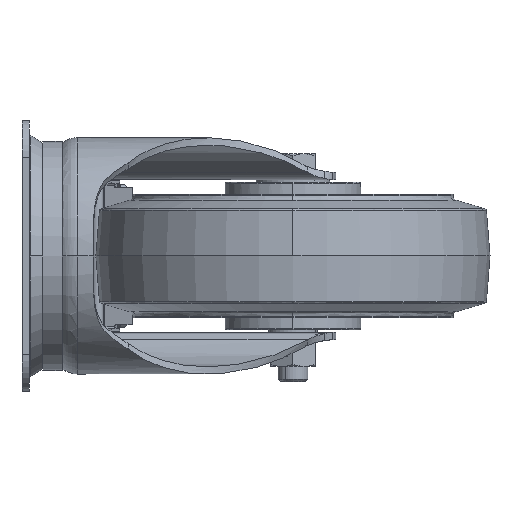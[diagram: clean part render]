
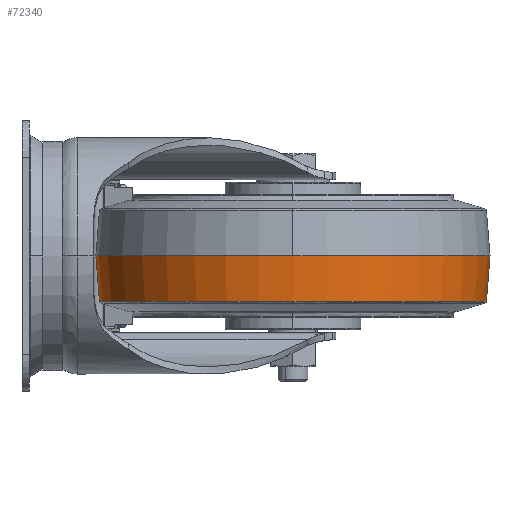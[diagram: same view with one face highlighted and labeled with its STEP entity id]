
A CAD part, left-side view. The second image highlights one B-rep face of the part: STEP entity #72340.
In plain terms, the highlighted conical face has half-angle 4.514 degrees and reference radius 80 mm.
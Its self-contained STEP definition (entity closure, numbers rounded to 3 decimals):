
#114 = EDGE_CURVE ( 'NONE', #21847, #56335, #26384, .T. ) ;
#9698 = VERTEX_POINT ( 'NONE', #80716 ) ;
#11746 = DIRECTION ( 'NONE',  ( -1., 0., 0. ) ) ;
#12067 = ORIENTED_EDGE ( 'NONE', *, *, #22346, .T. ) ;
#12103 = EDGE_CURVE ( 'NONE', #56335, #9698, #39883, .T. ) ;
#16686 = CARTESIAN_POINT ( 'NONE',  ( 54., -110., 79.899 ) ) ;
#18667 = VECTOR ( 'NONE', #60216, 1000. ) ;
#19583 = DIRECTION ( 'NONE',  ( -1., 0., 0. ) ) ;
#21291 = CIRCLE ( 'NONE', #29986, 78.554 ) ;
#21847 = VERTEX_POINT ( 'NONE', #64454 ) ;
#22346 = EDGE_CURVE ( 'NONE', #43973, #9698, #70028, .T. ) ;
#22937 = VERTEX_POINT ( 'NONE', #76564 ) ;
#26264 = CARTESIAN_POINT ( 'NONE',  ( -26., -110., 98.214 ) ) ;
#26384 = CIRCLE ( 'NONE', #64172, 78.554 ) ;
#26516 = LINE ( 'NONE', #39243, #18667 ) ;
#29986 = AXIS2_PLACEMENT_3D ( 'NONE', #43918, #78657, #85026 ) ;
#32499 = ORIENTED_EDGE ( 'NONE', *, *, #53285, .T. ) ;
#37256 = CARTESIAN_POINT ( 'NONE',  ( 54., -31.446, 79.899 ) ) ;
#37727 = EDGE_CURVE ( 'NONE', #53822, #21847, #21291, .T. ) ;
#39243 = CARTESIAN_POINT ( 'NONE',  ( 54., -190., 98.214 ) ) ;
#39883 = LINE ( 'NONE', #67694, #72263 ) ;
#40044 = CARTESIAN_POINT ( 'NONE',  ( 54., -110., 98.214 ) ) ;
#43918 = CARTESIAN_POINT ( 'NONE',  ( 54., -110., 79.899 ) ) ;
#43973 = VERTEX_POINT ( 'NONE', #26264 ) ;
#44392 = DIRECTION ( 'NONE',  ( 0., 0., -1. ) ) ;
#50318 = ORIENTED_EDGE ( 'NONE', *, *, #67163, .T. ) ;
#52096 = DIRECTION ( 'NONE',  ( 0., 0., 1. ) ) ;
#52542 = CARTESIAN_POINT ( 'NONE',  ( 54., -110., 98.214 ) ) ;
#53283 = DIRECTION ( 'NONE',  ( 0., 0., -1. ) ) ;
#53285 = EDGE_CURVE ( 'NONE', #53822, #22937, #26516, .T. ) ;
#53571 = DIRECTION ( 'NONE',  ( 0., 0.079, 0.997 ) ) ;
#53822 = VERTEX_POINT ( 'NONE', #65809 ) ;
#54446 = ORIENTED_EDGE ( 'NONE', *, *, #12103, .F. ) ;
#54968 = ORIENTED_EDGE ( 'NONE', *, *, #114, .F. ) ;
#56335 = VERTEX_POINT ( 'NONE', #37256 ) ;
#58503 = DIRECTION ( 'NONE',  ( 0., 1., 0. ) ) ;
#59154 = AXIS2_PLACEMENT_3D ( 'NONE', #40044, #53283, #19583 ) ;
#59537 = CARTESIAN_POINT ( 'NONE',  ( 54., -110., 98.214 ) ) ;
#60216 = DIRECTION ( 'NONE',  ( 0., -0.079, 0.997 ) ) ;
#64172 = AXIS2_PLACEMENT_3D ( 'NONE', #16686, #44392, #72264 ) ;
#64394 = AXIS2_PLACEMENT_3D ( 'NONE', #52542, #52096, #58503 ) ;
#64454 = CARTESIAN_POINT ( 'NONE',  ( -24.554, -110., 79.899 ) ) ;
#65356 = FACE_OUTER_BOUND ( 'NONE', #66261, .T. ) ;
#65809 = CARTESIAN_POINT ( 'NONE',  ( 54., -188.554, 79.899 ) ) ;
#66261 = EDGE_LOOP ( 'NONE', ( #75659, #32499, #50318, #12067, #54446, #54968 ) ) ;
#66457 = CIRCLE ( 'NONE', #59154, 80. ) ;
#67163 = EDGE_CURVE ( 'NONE', #22937, #43973, #66457, .T. ) ;
#67694 = CARTESIAN_POINT ( 'NONE',  ( 54., -30., 98.214 ) ) ;
#70028 = CIRCLE ( 'NONE', #86026, 80. ) ;
#72263 = VECTOR ( 'NONE', #53571, 1000. ) ;
#72264 = DIRECTION ( 'NONE',  ( 1., 0., 0. ) ) ;
#72340 = ADVANCED_FACE ( 'NONE', ( #65356 ), #77509, .T. ) ;
#75659 = ORIENTED_EDGE ( 'NONE', *, *, #37727, .F. ) ;
#76564 = CARTESIAN_POINT ( 'NONE',  ( 54., -190., 98.214 ) ) ;
#77509 = CONICAL_SURFACE ( 'NONE', #64394, 80., 0.079 ) ;
#78657 = DIRECTION ( 'NONE',  ( 0., 0., -1. ) ) ;
#79193 = DIRECTION ( 'NONE',  ( 0., 0., -1. ) ) ;
#80716 = CARTESIAN_POINT ( 'NONE',  ( 54., -30., 98.214 ) ) ;
#85026 = DIRECTION ( 'NONE',  ( 1., 0., 0. ) ) ;
#86026 = AXIS2_PLACEMENT_3D ( 'NONE', #59537, #79193, #11746 ) ;
